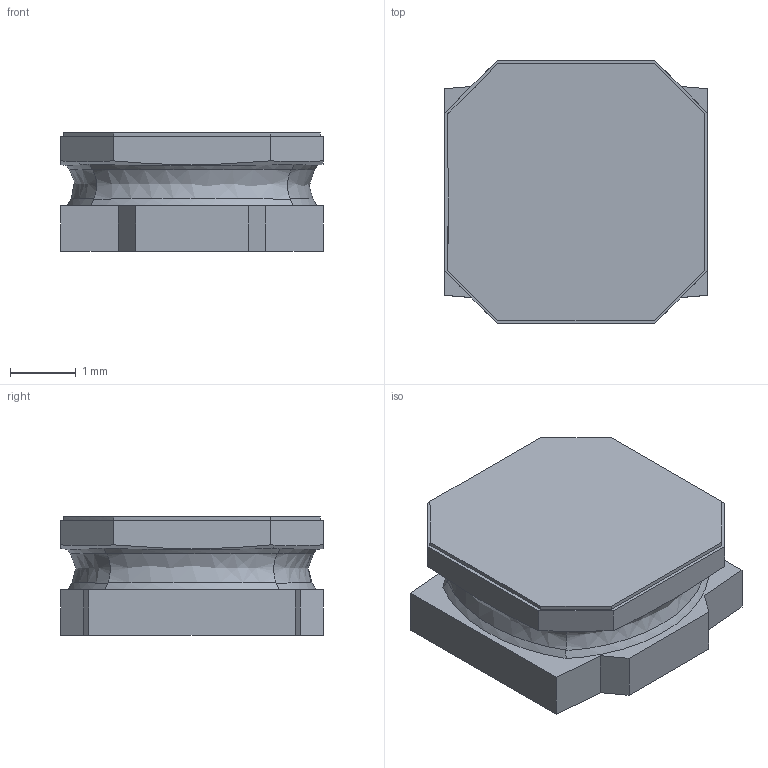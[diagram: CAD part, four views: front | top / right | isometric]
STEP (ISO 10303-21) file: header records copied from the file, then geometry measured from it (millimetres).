
FILE_DESCRIPTION(/* description */ (''),/* implementation_level */ '2;1');
FILE_NAME(/* name */ 'Inductor4018.step',/* time_stamp */ '2024-01-18T10:51:40+01:00',/* author */ (''),/* organization */ (''),/* preprocessor_version */ 'ST-DEVELOPER v20',/* originating_system */ 'Autodesk Translation Framework v12.14.0.127',/* authorisation */ '');
FILE_SCHEMA (('AUTOMOTIVE_DESIGN { 1 0 10303 214 3 1 1 }'));
Length unit declared in the file: millimetre
Products named in the file (1): (Unsaved)
Bounding box: 4 x 4 x 1.8 mm (x, y, z)
Volume: 23.8 mm3; surface area: 59.3 mm2
Topology: 1 solids, 1 shells, 45 faces, 129 edges, 87 vertices
Faces by surface type: plane 30, cone 10, bspline 4, sphere 1
Entity records: 1755 total; most frequent: CARTESIAN_POINT 601, ORIENTED_EDGE 256, DIRECTION 195, EDGE_CURVE 128, VERTEX_POINT 87, LINE 69, VECTOR 69, AXIS2_PLACEMENT_3D 63
